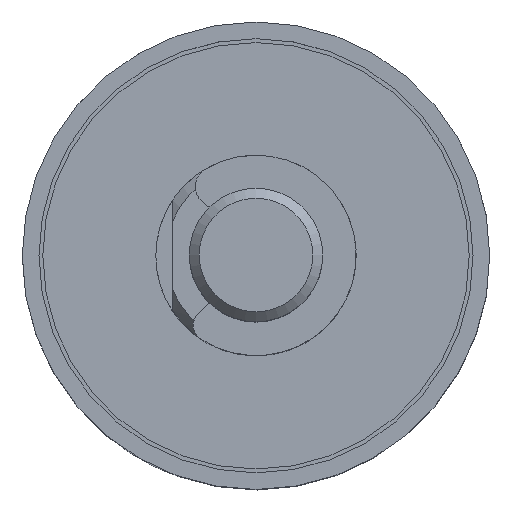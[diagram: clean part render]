
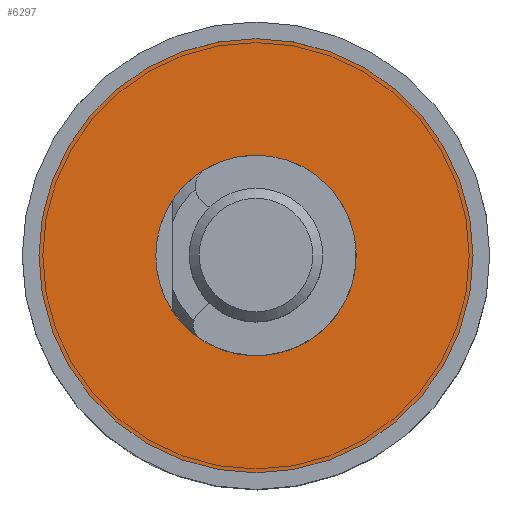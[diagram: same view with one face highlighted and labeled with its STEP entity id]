
A CAD part, top view. The second image highlights one B-rep face of the part: STEP entity #6297.
In plain terms, the highlighted planar face has unit normal (0, 0, 1).
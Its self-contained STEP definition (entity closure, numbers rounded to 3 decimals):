
#128 = EDGE_LOOP ( 'NONE', ( #4267 ) ) ;
#180 = DIRECTION ( 'NONE',  ( 0., 0., 1. ) ) ;
#230 = EDGE_CURVE ( 'NONE', #2049, #2049, #7748, .T. ) ;
#1588 = CIRCLE ( 'NONE', #6375, 3. ) ;
#1881 = DIRECTION ( 'NONE',  ( -1., 0., 0. ) ) ;
#2038 = PLANE ( 'NONE',  #4237 ) ;
#2049 = VERTEX_POINT ( 'NONE', #3632 ) ;
#2605 = CARTESIAN_POINT ( 'NONE',  ( 3., 0., 0.5 ) ) ;
#2631 = DIRECTION ( 'NONE',  ( 1., 0., 0. ) ) ;
#3540 = EDGE_LOOP ( 'NONE', ( #5071 ) ) ;
#3632 = CARTESIAN_POINT ( 'NONE',  ( 6.5, 0., 0.5 ) ) ;
#3730 = DIRECTION ( 'NONE',  ( 0., 0., -1. ) ) ;
#3847 = FACE_BOUND ( 'NONE', #3540, .T. ) ;
#4237 = AXIS2_PLACEMENT_3D ( 'NONE', #2605, #180, #2631 ) ;
#4267 = ORIENTED_EDGE ( 'NONE', *, *, #230, .T. ) ;
#4409 = DIRECTION ( 'NONE',  ( 1., 0., 0. ) ) ;
#4413 = VERTEX_POINT ( 'NONE', #5023 ) ;
#4597 = EDGE_CURVE ( 'NONE', #4413, #4413, #1588, .T. ) ;
#5023 = CARTESIAN_POINT ( 'NONE',  ( -3., 0., 0.5 ) ) ;
#5071 = ORIENTED_EDGE ( 'NONE', *, *, #4597, .T. ) ;
#5493 = FACE_OUTER_BOUND ( 'NONE', #128, .T. ) ;
#6297 = ADVANCED_FACE ( 'NONE', ( #3847, #5493 ), #2038, .T. ) ;
#6375 = AXIS2_PLACEMENT_3D ( 'NONE', #7433, #3730, #1881 ) ;
#6897 = CARTESIAN_POINT ( 'NONE',  ( 0., 0., 0.5 ) ) ;
#7127 = AXIS2_PLACEMENT_3D ( 'NONE', #6897, #7492, #4409 ) ;
#7433 = CARTESIAN_POINT ( 'NONE',  ( 0., 0., 0.5 ) ) ;
#7492 = DIRECTION ( 'NONE',  ( 0., 0., 1. ) ) ;
#7748 = CIRCLE ( 'NONE', #7127, 6.5 ) ;
